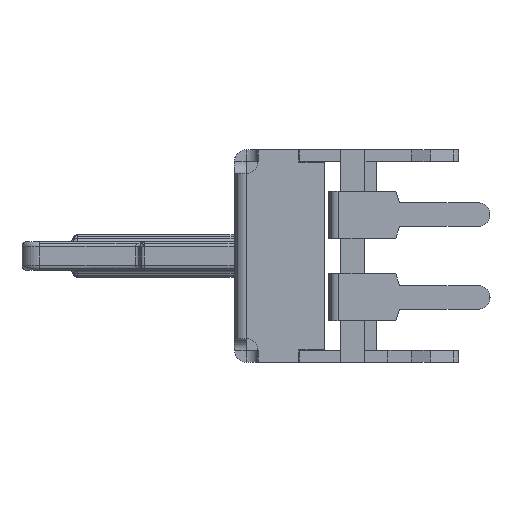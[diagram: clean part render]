
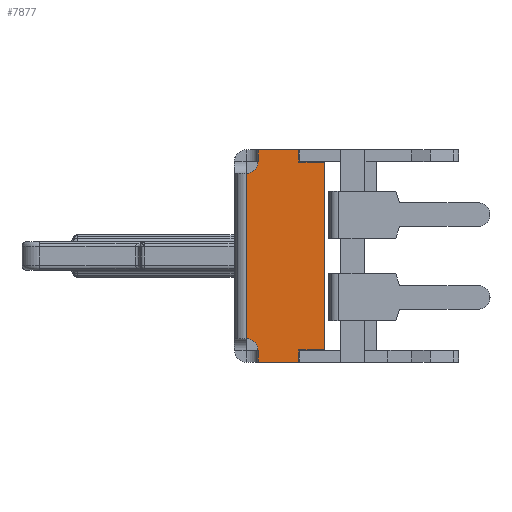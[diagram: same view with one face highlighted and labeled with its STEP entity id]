
A CAD part, left-side view. The second image highlights one B-rep face of the part: STEP entity #7877.
In plain terms, the highlighted planar face has unit normal (-1, 0, 0).
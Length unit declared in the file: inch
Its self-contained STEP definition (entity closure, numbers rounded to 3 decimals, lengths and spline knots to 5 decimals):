
#121 = AXIS2_PLACEMENT_3D ( 'NONE', #10047, #16874, #1184 ) ;
#267 = DIRECTION ( 'NONE',  ( 0., -1., 0. ) ) ;
#342 = CARTESIAN_POINT ( 'NONE',  ( -2.2862, -0.30323, 0.76829 ) ) ;
#359 = ORIENTED_EDGE ( 'NONE', *, *, #16669, .F. ) ;
#739 = CARTESIAN_POINT ( 'NONE',  ( -2.2862, -0.40167, 0.92499 ) ) ;
#793 = VERTEX_POINT ( 'NONE', #4880 ) ;
#864 = CARTESIAN_POINT ( 'NONE',  ( -2.2862, -0.30323, 0.92577 ) ) ;
#1184 = DIRECTION ( 'NONE',  ( 0., 0., -1. ) ) ;
#1547 = CARTESIAN_POINT ( 'NONE',  ( -2.2862, -0.39103, 0.6116 ) ) ;
#1702 = DIRECTION ( 'NONE',  ( 0., 1., 0. ) ) ;
#2228 = ORIENTED_EDGE ( 'NONE', *, *, #3327, .T. ) ;
#2493 = VECTOR ( 'NONE', #9307, 39.37008 ) ;
#2638 = CARTESIAN_POINT ( 'NONE',  ( -2.2862, -0.39103, 0.92499 ) ) ;
#2682 = LINE ( 'NONE', #3993, #4198 ) ;
#2749 = LINE ( 'NONE', #17105, #16201 ) ;
#2855 = DIRECTION ( 'NONE',  ( 0., 0., 1. ) ) ;
#2860 = CARTESIAN_POINT ( 'NONE',  ( -2.2862, -0.40167, 0.6116 ) ) ;
#3067 = VECTOR ( 'NONE', #267, 39.37008 ) ;
#3233 = DIRECTION ( 'NONE',  ( -1., 0., 0. ) ) ;
#3327 = EDGE_CURVE ( 'NONE', #793, #14446, #14006, .T. ) ;
#3359 = VERTEX_POINT ( 'NONE', #8392 ) ;
#3561 = VECTOR ( 'NONE', #9951, 39.37008 ) ;
#3789 = ORIENTED_EDGE ( 'NONE', *, *, #11542, .F. ) ;
#3952 = CARTESIAN_POINT ( 'NONE',  ( -2.2862, -0.32292, 0.59113 ) ) ;
#3993 = CARTESIAN_POINT ( 'NONE',  ( -2.2862, -0.39103, 0.85196 ) ) ;
#4198 = VECTOR ( 'NONE', #18269, 39.37008 ) ;
#4461 = VERTEX_POINT ( 'NONE', #8302 ) ;
#4555 = VERTEX_POINT ( 'NONE', #9980 ) ;
#4695 = VECTOR ( 'NONE', #2855, 39.37008 ) ;
#4865 = VERTEX_POINT ( 'NONE', #18083 ) ;
#4880 = CARTESIAN_POINT ( 'NONE',  ( -2.2862, -0.43316, 0.6116 ) ) ;
#5237 = ORIENTED_EDGE ( 'NONE', *, *, #17096, .T. ) ;
#5546 = DIRECTION ( 'NONE',  ( -1., 0., 0. ) ) ;
#5602 = VERTEX_POINT ( 'NONE', #3952 ) ;
#5638 = ORIENTED_EDGE ( 'NONE', *, *, #15723, .F. ) ;
#5833 = CARTESIAN_POINT ( 'NONE',  ( -2.2862, -0.32292, 0.92577 ) ) ;
#5950 = CIRCLE ( 'NONE', #9231, 0.01969 ) ;
#6128 = CARTESIAN_POINT ( 'NONE',  ( -2.2862, -0.32292, 0.61081 ) ) ;
#6418 = VERTEX_POINT ( 'NONE', #9574 ) ;
#6439 = DIRECTION ( 'NONE',  ( 0., -1., 0. ) ) ;
#6621 = VERTEX_POINT ( 'NONE', #10304 ) ;
#6846 = VECTOR ( 'NONE', #6439, 39.37008 ) ;
#7001 = DIRECTION ( 'NONE',  ( 0., 0., 1. ) ) ;
#7163 = LINE ( 'NONE', #15939, #14685 ) ;
#7432 = VERTEX_POINT ( 'NONE', #2638 ) ;
#7877 = ADVANCED_FACE ( 'NONE', ( #11378 ), #12964, .T. ) ;
#7896 = EDGE_CURVE ( 'NONE', #11552, #6418, #7163, .T. ) ;
#8302 = CARTESIAN_POINT ( 'NONE',  ( -2.2862, -0.30323, 0.90609 ) ) ;
#8392 = CARTESIAN_POINT ( 'NONE',  ( -2.2862, -0.30323, 0.6305 ) ) ;
#8618 = LINE ( 'NONE', #5833, #4695 ) ;
#8724 = EDGE_CURVE ( 'NONE', #6418, #5602, #2749, .T. ) ;
#8725 = LINE ( 'NONE', #2860, #3561 ) ;
#8950 = CARTESIAN_POINT ( 'NONE',  ( -2.2862, -0.32292, 0.94546 ) ) ;
#9231 = AXIS2_PLACEMENT_3D ( 'NONE', #864, #5546, #13767 ) ;
#9307 = DIRECTION ( 'NONE',  ( 0., 0., -1. ) ) ;
#9345 = ORIENTED_EDGE ( 'NONE', *, *, #18093, .T. ) ;
#9413 = ORIENTED_EDGE ( 'NONE', *, *, #11804, .F. ) ;
#9574 = CARTESIAN_POINT ( 'NONE',  ( -2.2862, -0.39103, 0.59113 ) ) ;
#9951 = DIRECTION ( 'NONE',  ( 0., 1., 0. ) ) ;
#9980 = CARTESIAN_POINT ( 'NONE',  ( -2.2862, -0.32292, 0.61081 ) ) ;
#10047 = CARTESIAN_POINT ( 'NONE',  ( -2.2862, -0.30323, 0.61081 ) ) ;
#10304 = CARTESIAN_POINT ( 'NONE',  ( -2.2862, -0.39103, 0.94546 ) ) ;
#10331 = CARTESIAN_POINT ( 'NONE',  ( -2.2862, -0.43316, 0.92499 ) ) ;
#10519 = CARTESIAN_POINT ( 'NONE',  ( -2.2862, -0.30323, 0.69448 ) ) ;
#10942 = EDGE_CURVE ( 'NONE', #7432, #14446, #13536, .T. ) ;
#11071 = VECTOR ( 'NONE', #14533, 39.37008 ) ;
#11232 = CARTESIAN_POINT ( 'NONE',  ( -2.2862, -0.32292, 0.92577 ) ) ;
#11378 = FACE_OUTER_BOUND ( 'NONE', #11384, .T. ) ;
#11384 = EDGE_LOOP ( 'NONE', ( #5237, #9345, #11747, #12017, #12244, #3789, #2228, #13300, #18145, #359, #5638, #9413 ) ) ;
#11542 = EDGE_CURVE ( 'NONE', #793, #11552, #8725, .T. ) ;
#11552 = VERTEX_POINT ( 'NONE', #1547 ) ;
#11747 = ORIENTED_EDGE ( 'NONE', *, *, #14482, .T. ) ;
#11804 = EDGE_CURVE ( 'NONE', #4461, #16581, #5950, .T. ) ;
#12017 = ORIENTED_EDGE ( 'NONE', *, *, #8724, .F. ) ;
#12244 = ORIENTED_EDGE ( 'NONE', *, *, #7896, .F. ) ;
#12367 = CIRCLE ( 'NONE', #121, 0.01969 ) ;
#12669 = EDGE_CURVE ( 'NONE', #6621, #7432, #2682, .T. ) ;
#12701 = VECTOR ( 'NONE', #7001, 39.37008 ) ;
#12964 = PLANE ( 'NONE',  #17951 ) ;
#13300 = ORIENTED_EDGE ( 'NONE', *, *, #10942, .F. ) ;
#13505 = LINE ( 'NONE', #6128, #11071 ) ;
#13536 = LINE ( 'NONE', #739, #6846 ) ;
#13767 = DIRECTION ( 'NONE',  ( 0., 0., 1. ) ) ;
#14006 = LINE ( 'NONE', #15581, #12701 ) ;
#14446 = VERTEX_POINT ( 'NONE', #10331 ) ;
#14482 = EDGE_CURVE ( 'NONE', #4555, #5602, #13505, .T. ) ;
#14533 = DIRECTION ( 'NONE',  ( 0., 0., -1. ) ) ;
#14632 = DIRECTION ( 'NONE',  ( 0., 0., -1. ) ) ;
#14685 = VECTOR ( 'NONE', #14632, 39.37008 ) ;
#15581 = CARTESIAN_POINT ( 'NONE',  ( -2.2862, -0.43316, 0.76829 ) ) ;
#15723 = EDGE_CURVE ( 'NONE', #16581, #4865, #8618, .T. ) ;
#15838 = DIRECTION ( 'NONE',  ( 0., 0., 1. ) ) ;
#15939 = CARTESIAN_POINT ( 'NONE',  ( -2.2862, -0.39103, 0.68463 ) ) ;
#16201 = VECTOR ( 'NONE', #1702, 39.37008 ) ;
#16581 = VERTEX_POINT ( 'NONE', #11232 ) ;
#16669 = EDGE_CURVE ( 'NONE', #4865, #6621, #17254, .T. ) ;
#16874 = DIRECTION ( 'NONE',  ( 1., 0., 0. ) ) ;
#17096 = EDGE_CURVE ( 'NONE', #4461, #3359, #17786, .T. ) ;
#17105 = CARTESIAN_POINT ( 'NONE',  ( -2.2862, -0.39182, 0.59113 ) ) ;
#17254 = LINE ( 'NONE', #8950, #3067 ) ;
#17786 = LINE ( 'NONE', #10519, #2493 ) ;
#17951 = AXIS2_PLACEMENT_3D ( 'NONE', #342, #3233, #15838 ) ;
#18083 = CARTESIAN_POINT ( 'NONE',  ( -2.2862, -0.32292, 0.94546 ) ) ;
#18093 = EDGE_CURVE ( 'NONE', #3359, #4555, #12367, .T. ) ;
#18145 = ORIENTED_EDGE ( 'NONE', *, *, #12669, .F. ) ;
#18269 = DIRECTION ( 'NONE',  ( 0., 0., -1. ) ) ;
